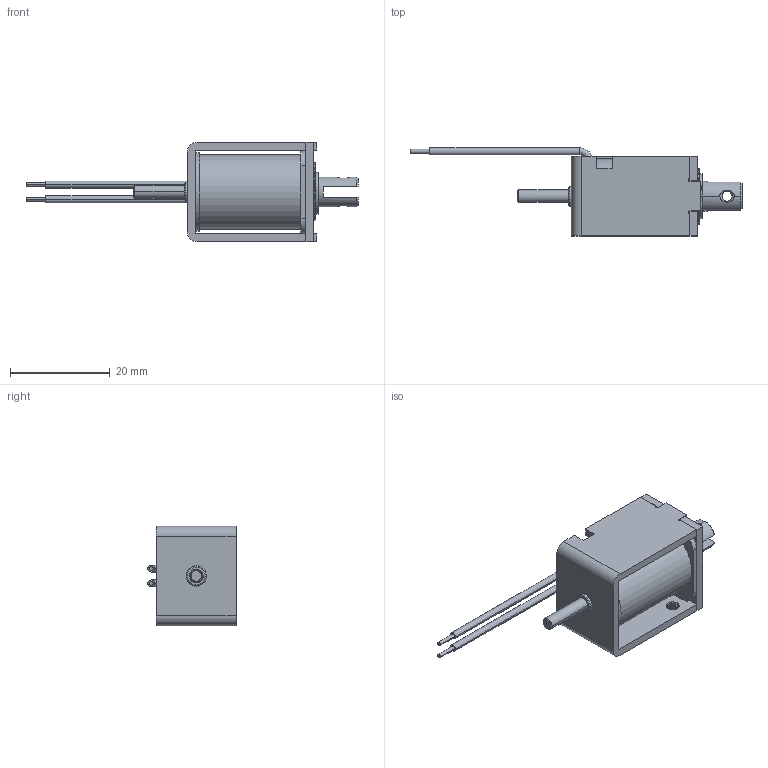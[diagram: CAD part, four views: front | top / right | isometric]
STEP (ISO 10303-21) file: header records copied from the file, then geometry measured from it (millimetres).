
FILE_DESCRIPTION (( 'STEP AP203' ), '1' );
FILE_NAME ('0626S(+S).STEP', '2019-12-17T06:02:29', ( 'user' ), ( '' ), 'SwSTEP 2.0', 'SolidWorks 2011', '' );
FILE_SCHEMA (( 'CONFIG_CONTROL_DESIGN' ));
Length unit declared in the file: millimetre
Products named in the file (9): 0626S(+S); 0626無銅管線圈下出線; BD070274; BD031101彈簧壓縮後; DB06207A; BD020401; DE06105R; DA06002A; DD06202R
Assembly tree (8 placements, depth 2):
  0626S(+S)
    0626無銅管線圈下出線
    DA06002A
    BD031101彈簧壓縮後
    DE06105R
    DD06202R
    DB06207A
    BD070274
    BD020401
Bounding box: 66.65 x 17.7 x 20 mm (x, y, z)
Volume: 6359.2 mm3; surface area: 6765.9 mm2
Topology: 8 solids, 8 shells, 332 faces, 829 edges, 544 vertices
Faces by surface type: plane 179, cylinder 120, cone 23, bspline 6, torus 4
Entity records: 14645 total; most frequent: CARTESIAN_POINT 5594, DIRECTION 1750, ORIENTED_EDGE 1654, EDGE_CURVE 827, AXIS2_PLACEMENT_3D 642, VERTEX_POINT 544, VECTOR 466, LINE 466
